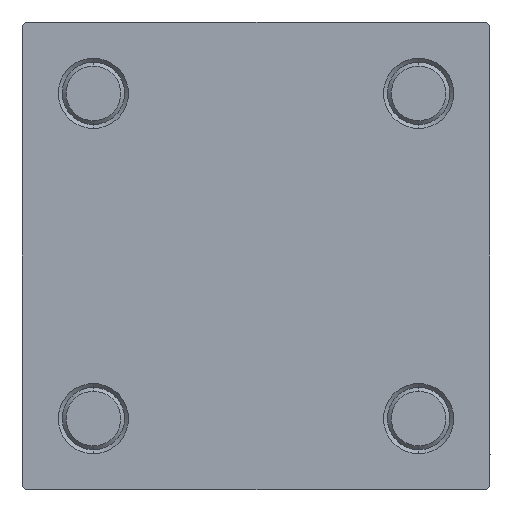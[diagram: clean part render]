
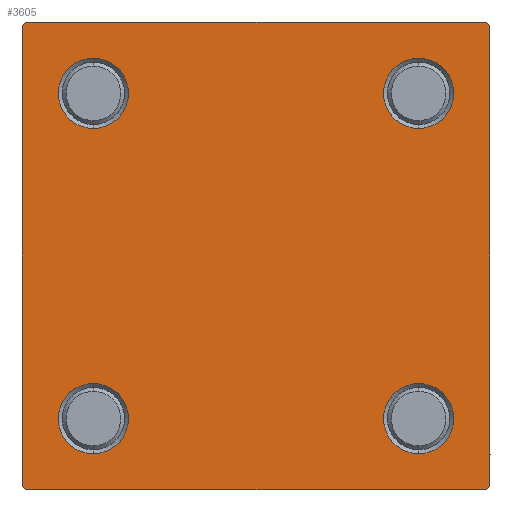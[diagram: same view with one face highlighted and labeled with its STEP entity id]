
A CAD part, left-side view. The second image highlights one B-rep face of the part: STEP entity #3605.
In plain terms, the highlighted planar face has unit normal (-1, 0, 0).
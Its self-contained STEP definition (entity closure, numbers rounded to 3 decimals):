
#353 = LINE ( 'NONE', #4636, #49124 ) ;
#762 = VERTEX_POINT ( 'NONE', #24886 ) ;
#1911 = CARTESIAN_POINT ( 'NONE',  ( 0., -20.85, 20.85 ) ) ;
#2031 = CARTESIAN_POINT ( 'NONE',  ( 0., -30., 29.5 ) ) ;
#2900 = DIRECTION ( 'NONE',  ( 1., 0., 0. ) ) ;
#3207 = DIRECTION ( 'NONE',  ( 1., 0., 0. ) ) ;
#3489 = VERTEX_POINT ( 'NONE', #31924 ) ;
#3605 = ADVANCED_FACE ( 'NONE', ( #41307, #41047, #38000, #10916, #30154 ), #41799, .T. ) ;
#3644 = DIRECTION ( 'NONE',  ( 1., 0., 0. ) ) ;
#3946 = AXIS2_PLACEMENT_3D ( 'NONE', #25405, #2900, #6191 ) ;
#4014 = LINE ( 'NONE', #34645, #23189 ) ;
#4636 = CARTESIAN_POINT ( 'NONE',  ( 0., 30., -30. ) ) ;
#4766 = CARTESIAN_POINT ( 'NONE',  ( 0., 20.85, -16.35 ) ) ;
#4773 = CIRCLE ( 'NONE', #3946, 4.5 ) ;
#4777 = VERTEX_POINT ( 'NONE', #45326 ) ;
#4878 = DIRECTION ( 'NONE',  ( 0., 0., 1. ) ) ;
#4973 = EDGE_LOOP ( 'NONE', ( #10488, #33400 ) ) ;
#4978 = EDGE_CURVE ( 'NONE', #36804, #26964, #39709, .T. ) ;
#5017 = DIRECTION ( 'NONE',  ( 0., -0.707, 0.707 ) ) ;
#5186 = CARTESIAN_POINT ( 'NONE',  ( 0., 20.85, 20.85 ) ) ;
#5293 = ORIENTED_EDGE ( 'NONE', *, *, #31001, .T. ) ;
#5903 = LINE ( 'NONE', #29186, #43352 ) ;
#6125 = AXIS2_PLACEMENT_3D ( 'NONE', #17038, #39847, #20822 ) ;
#6191 = DIRECTION ( 'NONE',  ( 0., 0., 1. ) ) ;
#6371 = DIRECTION ( 'NONE',  ( -1., 0., 0. ) ) ;
#6736 = EDGE_LOOP ( 'NONE', ( #27595, #8823 ) ) ;
#7122 = DIRECTION ( 'NONE',  ( 0., 0., 1. ) ) ;
#7256 = DIRECTION ( 'NONE',  ( 0., 0., 1. ) ) ;
#8588 = ORIENTED_EDGE ( 'NONE', *, *, #10843, .F. ) ;
#8597 = CARTESIAN_POINT ( 'NONE',  ( 0., 20.85, 25.35 ) ) ;
#8823 = ORIENTED_EDGE ( 'NONE', *, *, #36826, .T. ) ;
#9411 = ORIENTED_EDGE ( 'NONE', *, *, #30428, .F. ) ;
#9977 = VERTEX_POINT ( 'NONE', #48092 ) ;
#10488 = ORIENTED_EDGE ( 'NONE', *, *, #22852, .T. ) ;
#10731 = ORIENTED_EDGE ( 'NONE', *, *, #34809, .T. ) ;
#10843 = EDGE_CURVE ( 'NONE', #31673, #9977, #43619, .T. ) ;
#10916 = FACE_BOUND ( 'NONE', #20645, .T. ) ;
#11195 = CIRCLE ( 'NONE', #28135, 4.5 ) ;
#11591 = ORIENTED_EDGE ( 'NONE', *, *, #46742, .T. ) ;
#12638 = EDGE_CURVE ( 'NONE', #36457, #4777, #25966, .T. ) ;
#12923 = LINE ( 'NONE', #32162, #19363 ) ;
#13104 = CARTESIAN_POINT ( 'NONE',  ( 0., 29.5, -30. ) ) ;
#13633 = CIRCLE ( 'NONE', #43531, 4.5 ) ;
#14603 = DIRECTION ( 'NONE',  ( 1., 0., 0. ) ) ;
#14775 = AXIS2_PLACEMENT_3D ( 'NONE', #26468, #3207, #22427 ) ;
#14979 = VECTOR ( 'NONE', #30822, 1000. ) ;
#15377 = CARTESIAN_POINT ( 'NONE',  ( 0., 29.75, 29.75 ) ) ;
#16338 = VECTOR ( 'NONE', #24365, 1000. ) ;
#16453 = CARTESIAN_POINT ( 'NONE',  ( 0., -20.85, 25.35 ) ) ;
#17038 = CARTESIAN_POINT ( 'NONE',  ( 0., -20.85, 20.85 ) ) ;
#17107 = VERTEX_POINT ( 'NONE', #13104 ) ;
#17303 = CARTESIAN_POINT ( 'NONE',  ( 0., -20.85, -20.85 ) ) ;
#17327 = DIRECTION ( 'NONE',  ( 0., 0., 1. ) ) ;
#17705 = CARTESIAN_POINT ( 'NONE',  ( 0., -30., -29.5 ) ) ;
#19127 = CARTESIAN_POINT ( 'NONE',  ( 0., -29.5, -30. ) ) ;
#19363 = VECTOR ( 'NONE', #32418, 1000. ) ;
#20645 = EDGE_LOOP ( 'NONE', ( #47845, #31647 ) ) ;
#20822 = DIRECTION ( 'NONE',  ( 0., 0., 1. ) ) ;
#22427 = DIRECTION ( 'NONE',  ( 0., 0., 1. ) ) ;
#22483 = EDGE_CURVE ( 'NONE', #31673, #762, #50048, .T. ) ;
#22852 = EDGE_CURVE ( 'NONE', #31322, #3489, #35208, .T. ) ;
#23189 = VECTOR ( 'NONE', #27034, 1000. ) ;
#23411 = CARTESIAN_POINT ( 'NONE',  ( 0., 20.85, -20.85 ) ) ;
#24047 = AXIS2_PLACEMENT_3D ( 'NONE', #38331, #3644, #4878 ) ;
#24325 = ORIENTED_EDGE ( 'NONE', *, *, #22483, .T. ) ;
#24365 = DIRECTION ( 'NONE',  ( 0., -1., 0. ) ) ;
#24846 = EDGE_CURVE ( 'NONE', #41345, #32939, #44115, .T. ) ;
#24886 = CARTESIAN_POINT ( 'NONE',  ( 0., 30., 29.5 ) ) ;
#25405 = CARTESIAN_POINT ( 'NONE',  ( 0., 20.85, 20.85 ) ) ;
#25734 = VERTEX_POINT ( 'NONE', #30377 ) ;
#25966 = CIRCLE ( 'NONE', #14775, 4.5 ) ;
#26189 = EDGE_CURVE ( 'NONE', #25734, #17107, #5903, .T. ) ;
#26468 = CARTESIAN_POINT ( 'NONE',  ( 0., -20.85, -20.85 ) ) ;
#26584 = CARTESIAN_POINT ( 'NONE',  ( 0., 0., 0. ) ) ;
#26702 = ORIENTED_EDGE ( 'NONE', *, *, #43261, .T. ) ;
#26940 = VERTEX_POINT ( 'NONE', #2031 ) ;
#26964 = VERTEX_POINT ( 'NONE', #17705 ) ;
#27034 = DIRECTION ( 'NONE',  ( 0., 0., -1. ) ) ;
#27492 = LINE ( 'NONE', #43423, #35455 ) ;
#27595 = ORIENTED_EDGE ( 'NONE', *, *, #42762, .T. ) ;
#27683 = CARTESIAN_POINT ( 'NONE',  ( 0., 30., 30. ) ) ;
#28135 = AXIS2_PLACEMENT_3D ( 'NONE', #17303, #44646, #32753 ) ;
#29186 = CARTESIAN_POINT ( 'NONE',  ( 0., 29.75, -29.75 ) ) ;
#30154 = FACE_OUTER_BOUND ( 'NONE', #38226, .T. ) ;
#30377 = CARTESIAN_POINT ( 'NONE',  ( 0., 30., -29.5 ) ) ;
#30428 = EDGE_CURVE ( 'NONE', #26940, #26964, #4014, .T. ) ;
#30822 = DIRECTION ( 'NONE',  ( 0., 0.707, -0.707 ) ) ;
#31001 = EDGE_CURVE ( 'NONE', #17107, #36804, #353, .T. ) ;
#31322 = VERTEX_POINT ( 'NONE', #16453 ) ;
#31647 = ORIENTED_EDGE ( 'NONE', *, *, #45700, .T. ) ;
#31673 = VERTEX_POINT ( 'NONE', #48219 ) ;
#31924 = CARTESIAN_POINT ( 'NONE',  ( 0., -20.85, 16.35 ) ) ;
#32162 = CARTESIAN_POINT ( 'NONE',  ( 0., 30., 30. ) ) ;
#32418 = DIRECTION ( 'NONE',  ( 0., 0., -1. ) ) ;
#32753 = DIRECTION ( 'NONE',  ( 0., 0., 1. ) ) ;
#32939 = VERTEX_POINT ( 'NONE', #35269 ) ;
#32983 = DIRECTION ( 'NONE',  ( 0., -0.707, -0.707 ) ) ;
#33400 = ORIENTED_EDGE ( 'NONE', *, *, #45061, .T. ) ;
#33654 = CARTESIAN_POINT ( 'NONE',  ( 0., 20.85, -25.35 ) ) ;
#33894 = ORIENTED_EDGE ( 'NONE', *, *, #4978, .T. ) ;
#34645 = CARTESIAN_POINT ( 'NONE',  ( 0., -30., 30. ) ) ;
#34809 = EDGE_CURVE ( 'NONE', #26940, #9977, #27492, .T. ) ;
#35208 = CIRCLE ( 'NONE', #6125, 4.5 ) ;
#35243 = AXIS2_PLACEMENT_3D ( 'NONE', #5186, #35582, #35333 ) ;
#35269 = CARTESIAN_POINT ( 'NONE',  ( 0., 20.85, 16.35 ) ) ;
#35333 = DIRECTION ( 'NONE',  ( 0., 0., 1. ) ) ;
#35455 = VECTOR ( 'NONE', #39394, 1000. ) ;
#35582 = DIRECTION ( 'NONE',  ( 1., 0., 0. ) ) ;
#35790 = EDGE_LOOP ( 'NONE', ( #40986, #26702 ) ) ;
#36457 = VERTEX_POINT ( 'NONE', #41268 ) ;
#36804 = VERTEX_POINT ( 'NONE', #19127 ) ;
#36826 = EDGE_CURVE ( 'NONE', #41477, #46086, #48448, .T. ) ;
#38000 = FACE_BOUND ( 'NONE', #6736, .T. ) ;
#38226 = EDGE_LOOP ( 'NONE', ( #11591, #48636, #5293, #33894, #9411, #10731, #8588, #24325 ) ) ;
#38331 = CARTESIAN_POINT ( 'NONE',  ( 0., 20.85, -20.85 ) ) ;
#39173 = VECTOR ( 'NONE', #5017, 1000. ) ;
#39394 = DIRECTION ( 'NONE',  ( 0., 0.707, 0.707 ) ) ;
#39709 = LINE ( 'NONE', #47782, #39173 ) ;
#39847 = DIRECTION ( 'NONE',  ( 1., 0., 0. ) ) ;
#40986 = ORIENTED_EDGE ( 'NONE', *, *, #12638, .T. ) ;
#41047 = FACE_BOUND ( 'NONE', #35790, .T. ) ;
#41147 = DIRECTION ( 'NONE',  ( 1., 0., 0. ) ) ;
#41268 = CARTESIAN_POINT ( 'NONE',  ( 0., -20.85, -16.35 ) ) ;
#41307 = FACE_BOUND ( 'NONE', #4973, .T. ) ;
#41345 = VERTEX_POINT ( 'NONE', #8597 ) ;
#41477 = VERTEX_POINT ( 'NONE', #33654 ) ;
#41799 = PLANE ( 'NONE',  #47210 ) ;
#42762 = EDGE_CURVE ( 'NONE', #46086, #41477, #43459, .T. ) ;
#43261 = EDGE_CURVE ( 'NONE', #4777, #36457, #11195, .T. ) ;
#43352 = VECTOR ( 'NONE', #32983, 1000. ) ;
#43423 = CARTESIAN_POINT ( 'NONE',  ( 0., -29.75, 29.75 ) ) ;
#43459 = CIRCLE ( 'NONE', #24047, 4.5 ) ;
#43531 = AXIS2_PLACEMENT_3D ( 'NONE', #1911, #41147, #17327 ) ;
#43619 = LINE ( 'NONE', #27683, #16338 ) ;
#44115 = CIRCLE ( 'NONE', #35243, 4.5 ) ;
#44646 = DIRECTION ( 'NONE',  ( 1., 0., 0. ) ) ;
#45061 = EDGE_CURVE ( 'NONE', #3489, #31322, #13633, .T. ) ;
#45257 = AXIS2_PLACEMENT_3D ( 'NONE', #23411, #14603, #7256 ) ;
#45326 = CARTESIAN_POINT ( 'NONE',  ( 0., -20.85, -25.35 ) ) ;
#45700 = EDGE_CURVE ( 'NONE', #32939, #41345, #4773, .T. ) ;
#46086 = VERTEX_POINT ( 'NONE', #4766 ) ;
#46742 = EDGE_CURVE ( 'NONE', #762, #25734, #12923, .T. ) ;
#47141 = DIRECTION ( 'NONE',  ( 0., -1., 0. ) ) ;
#47210 = AXIS2_PLACEMENT_3D ( 'NONE', #26584, #6371, #7122 ) ;
#47782 = CARTESIAN_POINT ( 'NONE',  ( 0., -29.75, -29.75 ) ) ;
#47845 = ORIENTED_EDGE ( 'NONE', *, *, #24846, .T. ) ;
#48092 = CARTESIAN_POINT ( 'NONE',  ( 0., -29.5, 30. ) ) ;
#48219 = CARTESIAN_POINT ( 'NONE',  ( 0., 29.5, 30. ) ) ;
#48448 = CIRCLE ( 'NONE', #45257, 4.5 ) ;
#48636 = ORIENTED_EDGE ( 'NONE', *, *, #26189, .T. ) ;
#49124 = VECTOR ( 'NONE', #47141, 1000. ) ;
#50048 = LINE ( 'NONE', #15377, #14979 ) ;
